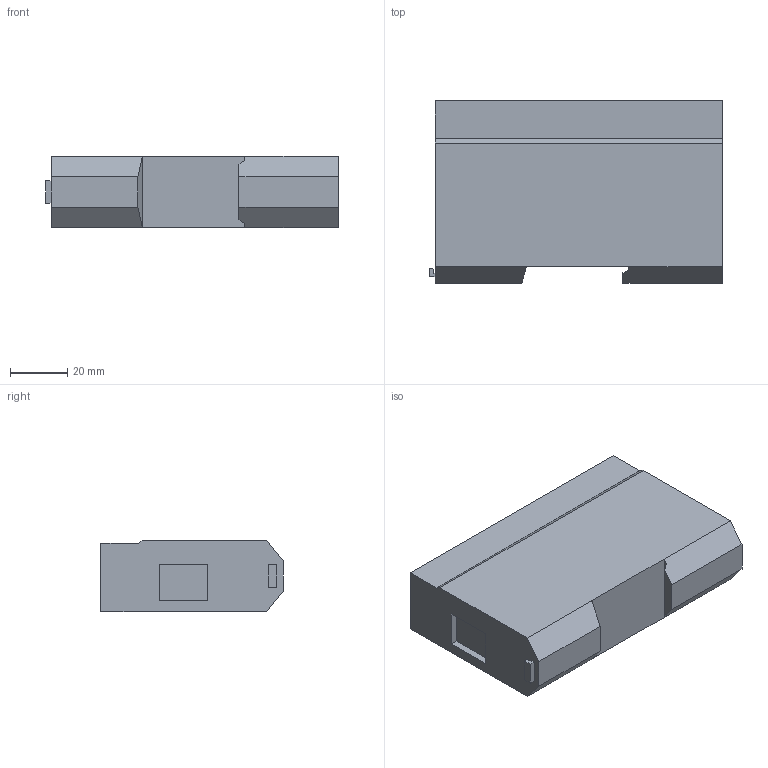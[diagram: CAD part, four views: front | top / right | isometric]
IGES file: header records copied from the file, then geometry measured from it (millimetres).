
Start section: Elysium IGES Interface
Global section: file name: 90H2881007_DT_LAN_CAT_6_select.igs; native system: Creo Elements/Direct Modeling 18.1G  27-Feb-2015; preprocessor: Creo Element/Direct IGES_3D V2.2; author: Unknown; organization: Unknown; date: 20160927.075006; units: millimetre
Bounding box: 101.9 x 63.4 x 24.9 mm (x, y, z)
Volume: 147609.2 mm3; surface area: 20378.7 mm2
Topology: 1 solids, 1 shells, 35 faces, 86 edges, 56 vertices
Faces by surface type: bspline 35
